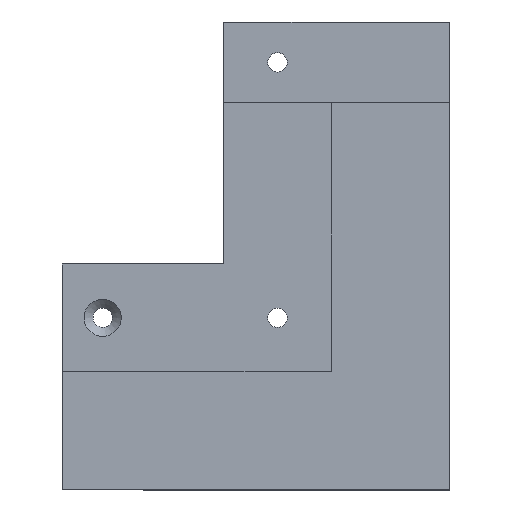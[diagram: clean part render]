
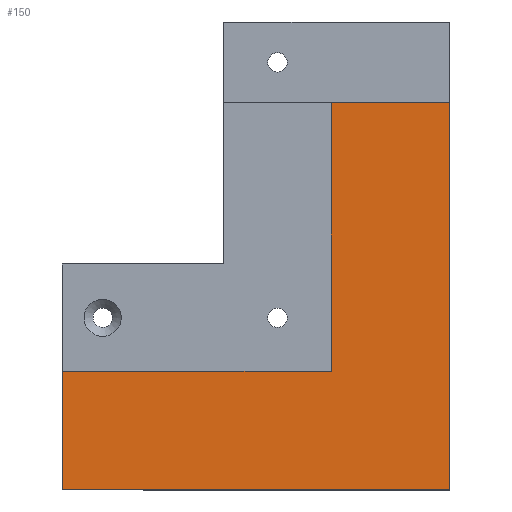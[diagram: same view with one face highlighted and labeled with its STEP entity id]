
A CAD part, top view. The second image highlights one B-rep face of the part: STEP entity #150.
In plain terms, the highlighted planar face has unit normal (0, 0, 1).
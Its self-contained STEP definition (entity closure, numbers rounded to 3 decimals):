
#32 = VERTEX_POINT('',#33);
#33 = CARTESIAN_POINT('',(-50.,0.,20.));
#39 = EDGE_CURVE('',#32,#40,#42,.T.);
#40 = VERTEX_POINT('',#41);
#41 = CARTESIAN_POINT('',(0.,0.,20.));
#42 = LINE('',#43,#44);
#43 = CARTESIAN_POINT('',(-50.,0.,20.));
#44 = VECTOR('',#45,1.);
#45 = DIRECTION('',(1.,0.,0.));
#132 = EDGE_CURVE('',#40,#133,#135,.T.);
#133 = VERTEX_POINT('',#134);
#134 = CARTESIAN_POINT('',(0.,50.,20.));
#135 = LINE('',#136,#137);
#136 = CARTESIAN_POINT('',(0.,0.,20.));
#137 = VECTOR('',#138,1.);
#138 = DIRECTION('',(0.,1.,0.));
#150 = ADVANCED_FACE('',(#151),#185,.T.);
#151 = FACE_BOUND('',#152,.F.);
#152 = EDGE_LOOP('',(#153,#154,#155,#163,#171,#179));
#153 = ORIENTED_EDGE('',*,*,#39,.T.);
#154 = ORIENTED_EDGE('',*,*,#132,.T.);
#155 = ORIENTED_EDGE('',*,*,#156,.T.);
#156 = EDGE_CURVE('',#133,#157,#159,.T.);
#157 = VERTEX_POINT('',#158);
#158 = CARTESIAN_POINT('',(22.,50.,20.));
#159 = LINE('',#160,#161);
#160 = CARTESIAN_POINT('',(0.,50.,20.));
#161 = VECTOR('',#162,1.);
#162 = DIRECTION('',(1.,0.,0.));
#163 = ORIENTED_EDGE('',*,*,#164,.T.);
#164 = EDGE_CURVE('',#157,#165,#167,.T.);
#165 = VERTEX_POINT('',#166);
#166 = CARTESIAN_POINT('',(22.,-22.,20.));
#167 = LINE('',#168,#169);
#168 = CARTESIAN_POINT('',(22.,50.,20.));
#169 = VECTOR('',#170,1.);
#170 = DIRECTION('',(0.,-1.,0.));
#171 = ORIENTED_EDGE('',*,*,#172,.T.);
#172 = EDGE_CURVE('',#165,#173,#175,.T.);
#173 = VERTEX_POINT('',#174);
#174 = CARTESIAN_POINT('',(-50.,-22.,20.));
#175 = LINE('',#176,#177);
#176 = CARTESIAN_POINT('',(22.,-22.,20.));
#177 = VECTOR('',#178,1.);
#178 = DIRECTION('',(-1.,0.,0.));
#179 = ORIENTED_EDGE('',*,*,#180,.T.);
#180 = EDGE_CURVE('',#173,#32,#181,.T.);
#181 = LINE('',#182,#183);
#182 = CARTESIAN_POINT('',(-50.,-22.,20.));
#183 = VECTOR('',#184,1.);
#184 = DIRECTION('',(0.,1.,0.));
#185 = PLANE('',#186);
#186 = AXIS2_PLACEMENT_3D('',#187,#188,#189);
#187 = CARTESIAN_POINT('',(-5.319,5.319,20.));
#188 = DIRECTION('',(0.,0.,1.));
#189 = DIRECTION('',(1.,0.,0.));
